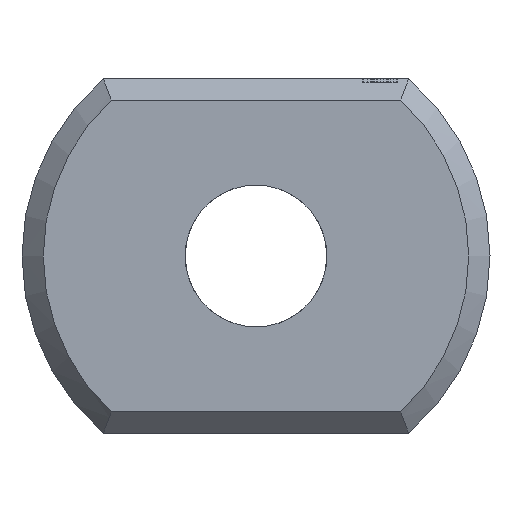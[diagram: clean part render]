
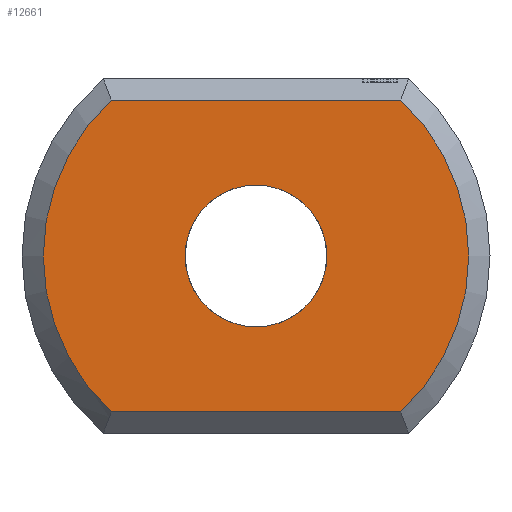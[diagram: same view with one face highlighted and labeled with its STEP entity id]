
A CAD part, left-side view. The second image highlights one B-rep face of the part: STEP entity #12661.
In plain terms, the highlighted planar face has unit normal (-1, 0, 0).
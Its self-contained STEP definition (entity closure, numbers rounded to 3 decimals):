
#298 = PLANE('',#299);
#299 = AXIS2_PLACEMENT_3D('',#300,#301,#302);
#300 = CARTESIAN_POINT('',(0.15,-2.154,-2.35));
#301 = DIRECTION('',(-0.707,0.,-0.707));
#302 = DIRECTION('',(0.,-1.,0.));
#725 = CONICAL_SURFACE('',#726,3.3,0.785);
#726 = AXIS2_PLACEMENT_3D('',#727,#728,#729);
#727 = CARTESIAN_POINT('',(0.3,0.,0.));
#728 = DIRECTION('',(1.,0.,0.));
#729 = DIRECTION('',(0.,0.653,-0.758));
#872 = CONICAL_SURFACE('',#873,3.3,0.785);
#873 = AXIS2_PLACEMENT_3D('',#874,#875,#876);
#874 = CARTESIAN_POINT('',(0.3,0.,0.));
#875 = DIRECTION('',(1.,0.,0.));
#876 = DIRECTION('',(0.,-0.653,0.758)
  );
#909 = VERTEX_POINT('',#910);
#910 = CARTESIAN_POINT('',(0.,-2.04,-2.2));
#937 = VERTEX_POINT('',#938);
#938 = CARTESIAN_POINT('',(0.,2.04,-2.2));
#963 = EDGE_CURVE('',#909,#937,#964,.T.);
#964 = SURFACE_CURVE('',#965,(#969,#976),.PCURVE_S1.);
#965 = LINE('',#966,#967);
#966 = CARTESIAN_POINT('',(0.,-2.154,-2.2));
#967 = VECTOR('',#968,1.);
#968 = DIRECTION('',(0.,1.,0.));
#969 = PCURVE('',#298,#970);
#970 = DEFINITIONAL_REPRESENTATION('',(#971),#975);
#971 = LINE('',#972,#973);
#972 = CARTESIAN_POINT('',(0.,0.212));
#973 = VECTOR('',#974,1.);
#974 = DIRECTION('',(-1.,0.));
#975 = ( GEOMETRIC_REPRESENTATION_CONTEXT(2) 
PARAMETRIC_REPRESENTATION_CONTEXT() REPRESENTATION_CONTEXT('2D SPACE',''
  ) );
#976 = PCURVE('',#977,#982);
#977 = PLANE('',#978);
#978 = AXIS2_PLACEMENT_3D('',#979,#980,#981);
#979 = CARTESIAN_POINT('',(0.,0.,0.));
#980 = DIRECTION('',(1.,0.,0.));
#981 = DIRECTION('',(0.,0.,1.));
#982 = DEFINITIONAL_REPRESENTATION('',(#983),#987);
#983 = LINE('',#984,#985);
#984 = CARTESIAN_POINT('',(-2.2,2.154));
#985 = VECTOR('',#986,1.);
#986 = DIRECTION('',(0.,-1.));
#987 = ( GEOMETRIC_REPRESENTATION_CONTEXT(2) 
PARAMETRIC_REPRESENTATION_CONTEXT() REPRESENTATION_CONTEXT('2D SPACE',''
  ) );
#1763 = PLANE('',#1764);
#1764 = AXIS2_PLACEMENT_3D('',#1765,#1766,#1767);
#1765 = CARTESIAN_POINT('',(0.15,-2.154,2.35));
#1766 = DIRECTION('',(0.707,0.,-0.707));
#1767 = DIRECTION('',(0.,-1.,0.));
#12448 = VERTEX_POINT('',#12449);
#12449 = CARTESIAN_POINT('',(0.,2.04,2.2));
#12474 = EDGE_CURVE('',#937,#12448,#12475,.T.);
#12475 = SURFACE_CURVE('',#12476,(#12481,#12488),.PCURVE_S1.);
#12476 = CIRCLE('',#12477,3.);
#12477 = AXIS2_PLACEMENT_3D('',#12478,#12479,#12480);
#12478 = CARTESIAN_POINT('',(0.,0.,0.));
#12479 = DIRECTION('',(1.,0.,0.));
#12480 = DIRECTION('',(0.,0.653,-0.758)
  );
#12481 = PCURVE('',#725,#12482);
#12482 = DEFINITIONAL_REPRESENTATION('',(#12483),#12487);
#12483 = LINE('',#12484,#12485);
#12484 = CARTESIAN_POINT('',(0.,-0.3));
#12485 = VECTOR('',#12486,1.);
#12486 = DIRECTION('',(1.,-0.));
#12487 = ( GEOMETRIC_REPRESENTATION_CONTEXT(2) 
PARAMETRIC_REPRESENTATION_CONTEXT() REPRESENTATION_CONTEXT('2D SPACE',''
  ) );
#12488 = PCURVE('',#977,#12489);
#12489 = DEFINITIONAL_REPRESENTATION('',(#12490),#12494);
#12490 = CIRCLE('',#12491,3.);
#12491 = AXIS2_PLACEMENT_2D('',#12492,#12493);
#12492 = CARTESIAN_POINT('',(0.,0.));
#12493 = DIRECTION('',(-0.758,-0.653));
#12494 = ( GEOMETRIC_REPRESENTATION_CONTEXT(2) 
PARAMETRIC_REPRESENTATION_CONTEXT() REPRESENTATION_CONTEXT('2D SPACE',''
  ) );
#12612 = VERTEX_POINT('',#12613);
#12613 = CARTESIAN_POINT('',(0.,-2.04,2.2));
#12640 = EDGE_CURVE('',#12612,#909,#12641,.T.);
#12641 = SURFACE_CURVE('',#12642,(#12647,#12654),.PCURVE_S1.);
#12642 = CIRCLE('',#12643,3.);
#12643 = AXIS2_PLACEMENT_3D('',#12644,#12645,#12646);
#12644 = CARTESIAN_POINT('',(0.,0.,0.));
#12645 = DIRECTION('',(1.,0.,0.));
#12646 = DIRECTION('',(0.,-0.653,0.758
    ));
#12647 = PCURVE('',#872,#12648);
#12648 = DEFINITIONAL_REPRESENTATION('',(#12649),#12653);
#12649 = LINE('',#12650,#12651);
#12650 = CARTESIAN_POINT('',(0.,-0.3));
#12651 = VECTOR('',#12652,1.);
#12652 = DIRECTION('',(1.,-0.));
#12653 = ( GEOMETRIC_REPRESENTATION_CONTEXT(2) 
PARAMETRIC_REPRESENTATION_CONTEXT() REPRESENTATION_CONTEXT('2D SPACE',''
  ) );
#12654 = PCURVE('',#977,#12655);
#12655 = DEFINITIONAL_REPRESENTATION('',(#12656),#12660);
#12656 = CIRCLE('',#12657,3.);
#12657 = AXIS2_PLACEMENT_2D('',#12658,#12659);
#12658 = CARTESIAN_POINT('',(0.,0.));
#12659 = DIRECTION('',(0.758,0.653));
#12660 = ( GEOMETRIC_REPRESENTATION_CONTEXT(2) 
PARAMETRIC_REPRESENTATION_CONTEXT() REPRESENTATION_CONTEXT('2D SPACE',''
  ) );
#12661 = ADVANCED_FACE('',(#12662,#12688),#977,.F.);
#12662 = FACE_BOUND('',#12663,.F.);
#12663 = EDGE_LOOP('',(#12664,#12665,#12686,#12687));
#12664 = ORIENTED_EDGE('',*,*,#12474,.T.);
#12665 = ORIENTED_EDGE('',*,*,#12666,.F.);
#12666 = EDGE_CURVE('',#12612,#12448,#12667,.T.);
#12667 = SURFACE_CURVE('',#12668,(#12672,#12679),.PCURVE_S1.);
#12668 = LINE('',#12669,#12670);
#12669 = CARTESIAN_POINT('',(0.,-2.154,2.2));
#12670 = VECTOR('',#12671,1.);
#12671 = DIRECTION('',(0.,1.,0.));
#12672 = PCURVE('',#977,#12673);
#12673 = DEFINITIONAL_REPRESENTATION('',(#12674),#12678);
#12674 = LINE('',#12675,#12676);
#12675 = CARTESIAN_POINT('',(2.2,2.154));
#12676 = VECTOR('',#12677,1.);
#12677 = DIRECTION('',(0.,-1.));
#12678 = ( GEOMETRIC_REPRESENTATION_CONTEXT(2) 
PARAMETRIC_REPRESENTATION_CONTEXT() REPRESENTATION_CONTEXT('2D SPACE',''
  ) );
#12679 = PCURVE('',#1763,#12680);
#12680 = DEFINITIONAL_REPRESENTATION('',(#12681),#12685);
#12681 = LINE('',#12682,#12683);
#12682 = CARTESIAN_POINT('',(0.,0.212));
#12683 = VECTOR('',#12684,1.);
#12684 = DIRECTION('',(-1.,0.));
#12685 = ( GEOMETRIC_REPRESENTATION_CONTEXT(2) 
PARAMETRIC_REPRESENTATION_CONTEXT() REPRESENTATION_CONTEXT('2D SPACE',''
  ) );
#12686 = ORIENTED_EDGE('',*,*,#12640,.T.);
#12687 = ORIENTED_EDGE('',*,*,#963,.T.);
#12688 = FACE_BOUND('',#12689,.T.);
#12689 = EDGE_LOOP('',(#12690));
#12690 = ORIENTED_EDGE('',*,*,#12691,.T.);
#12691 = EDGE_CURVE('',#12692,#12692,#12694,.T.);
#12692 = VERTEX_POINT('',#12693);
#12693 = CARTESIAN_POINT('',(0.,1.,0.));
#12694 = SURFACE_CURVE('',#12695,(#12700,#12707),.PCURVE_S1.);
#12695 = CIRCLE('',#12696,1.);
#12696 = AXIS2_PLACEMENT_3D('',#12697,#12698,#12699);
#12697 = CARTESIAN_POINT('',(0.,0.,0.));
#12698 = DIRECTION('',(1.,0.,0.));
#12699 = DIRECTION('',(0.,1.,0.));
#12700 = PCURVE('',#977,#12701);
#12701 = DEFINITIONAL_REPRESENTATION('',(#12702),#12706);
#12702 = CIRCLE('',#12703,1.);
#12703 = AXIS2_PLACEMENT_2D('',#12704,#12705);
#12704 = CARTESIAN_POINT('',(0.,0.));
#12705 = DIRECTION('',(0.,-1.));
#12706 = ( GEOMETRIC_REPRESENTATION_CONTEXT(2) 
PARAMETRIC_REPRESENTATION_CONTEXT() REPRESENTATION_CONTEXT('2D SPACE',''
  ) );
#12707 = PCURVE('',#12708,#12713);
#12708 = CYLINDRICAL_SURFACE('',#12709,1.);
#12709 = AXIS2_PLACEMENT_3D('',#12710,#12711,#12712);
#12710 = CARTESIAN_POINT('',(0.,0.,0.));
#12711 = DIRECTION('',(-1.,0.,0.));
#12712 = DIRECTION('',(0.,1.,0.));
#12713 = DEFINITIONAL_REPRESENTATION('',(#12714),#12718);
#12714 = LINE('',#12715,#12716);
#12715 = CARTESIAN_POINT('',(-0.,0.));
#12716 = VECTOR('',#12717,1.);
#12717 = DIRECTION('',(-1.,0.));
#12718 = ( GEOMETRIC_REPRESENTATION_CONTEXT(2) 
PARAMETRIC_REPRESENTATION_CONTEXT() REPRESENTATION_CONTEXT('2D SPACE',''
  ) );
